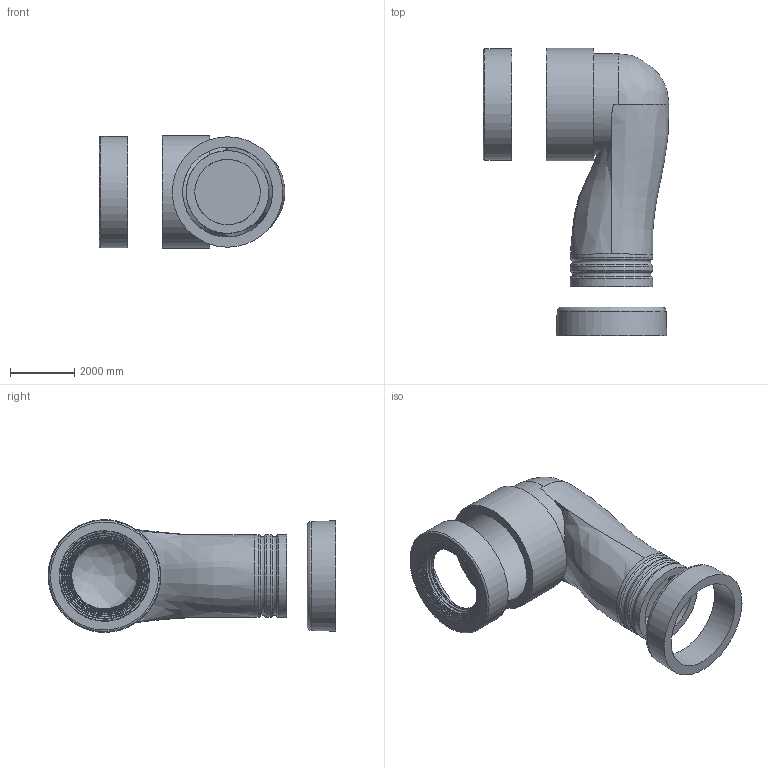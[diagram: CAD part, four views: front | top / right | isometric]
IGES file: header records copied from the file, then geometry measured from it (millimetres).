
Global section: file name: C26; native system: AutoCAD 2016 - English; preprocessor: Autodesk Translation Framework DWG producer (atf_dwg_producer); organization: unknown; date: 20161006.170458; units: inch
Bounding box: 5765.8 x 8939.43 x 3505.14 mm (x, y, z)
Volume: 28753509065 mm3; surface area: 179410079.8 mm2
Topology: 3 solids, 3 shells, 64 faces, 206 edges, 151 vertices
Faces by surface type: bspline 64
